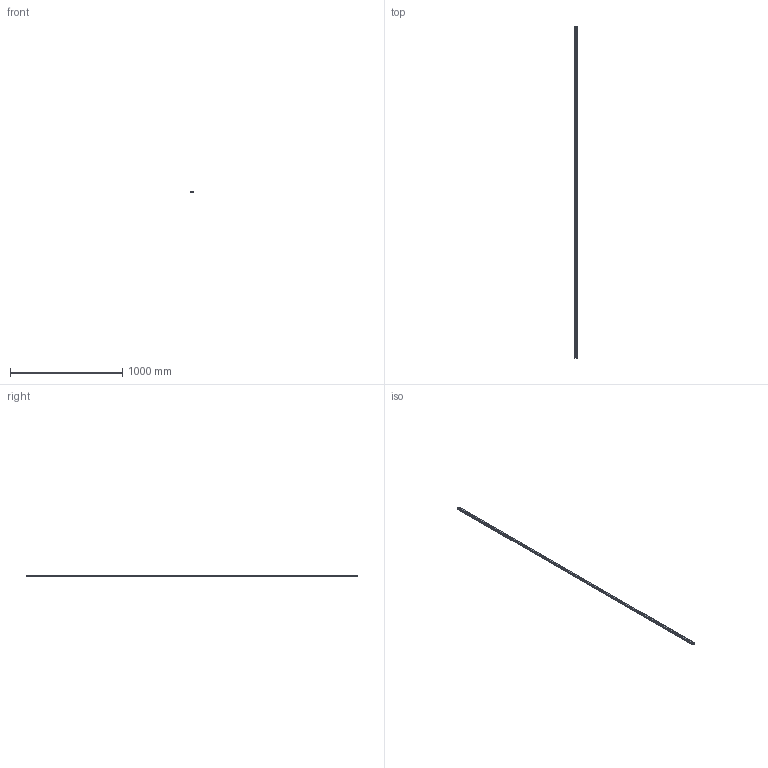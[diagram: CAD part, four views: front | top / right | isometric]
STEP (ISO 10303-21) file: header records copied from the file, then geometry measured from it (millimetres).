
FILE_DESCRIPTION(('STEP AP214'),'1');
FILE_NAME('cctmp_7EEC15F1-D85A-407A-8582-FB437DBA8813_2021_01_21_14_01_15_0517..stp','2021-01-21T13:01:15',('HIWIN GmbH'),('CADClick - www.CADClick.com'),'Spatial InterOp 3D',' ','unknown authorization');
FILE_SCHEMA(('AUTOMOTIVE_DESIGN'));
Length unit declared in the file: millimetre
Products named in the file (1): HGR20T2960C_FILE
Bounding box: 20 x 2960 x 17.5 mm (x, y, z)
Volume: 874091.3 mm3; surface area: 236033.9 mm2
Topology: 1 solids, 1 shells, 307 faces, 803 edges, 452 vertices
Faces by surface type: cylinder 122, cone 100, plane 85
Entity records: 11121 total; most frequent: DIRECTION 1563, CARTESIAN_POINT 1463, ORIENTED_EDGE 1406, EDGE_CURVE 703, AXIS2_PLACEMENT_3D 552, LINE 459, VECTOR 459, VERTEX_POINT 452
